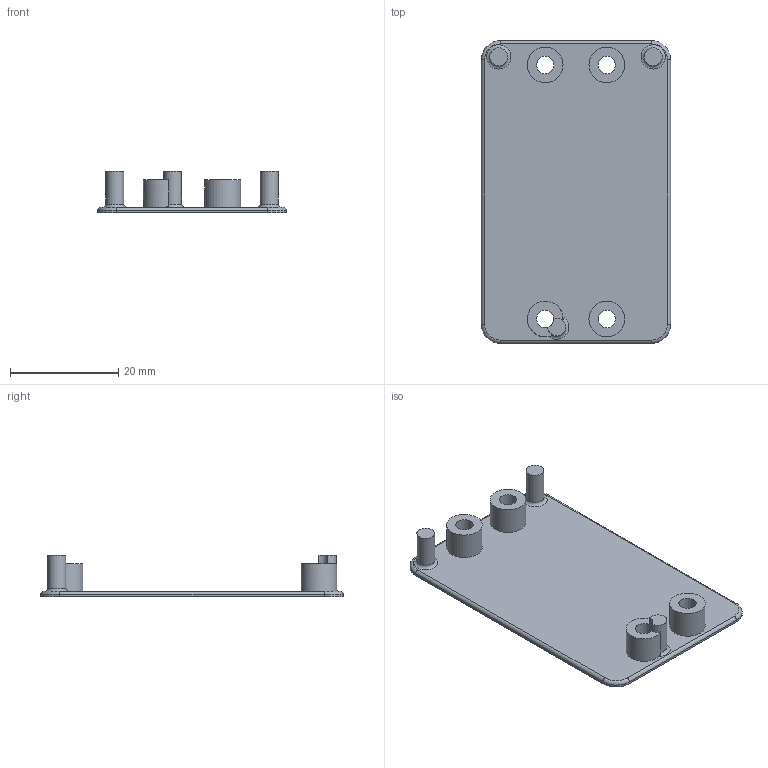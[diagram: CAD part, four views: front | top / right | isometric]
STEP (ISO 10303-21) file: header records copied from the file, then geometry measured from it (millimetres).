
FILE_DESCRIPTION(('Open CASCADE Model'),'2;1');
FILE_NAME('Open CASCADE Shape Model','2025-07-22T19:57:07',('Author'),( 'Open CASCADE'),'Open CASCADE STEP processor 7.7','Open CASCADE 7.7' ,'Unknown');
FILE_SCHEMA(('AUTOMOTIVE_DESIGN { 1 0 10303 214 1 1 1 1 }'));
Length unit declared in the file: millimetre
Products named in the file (1): Open CASCADE STEP translator 7.7 7
Bounding box: 35 x 56 x 7.7 mm (x, y, z)
Volume: 2579.3 mm3; surface area: 4789 mm2
Topology: 1 solids, 1 shells, 39 faces, 87 edges, 55 vertices
Faces by surface type: cylinder 19, plane 13, torus 7
Full cylindrical faces by diameter (mm): 3.2 x4, 3.3 x2, 6.6 x3
Entity records: 2403 total; most frequent: CARTESIAN_POINT 624, DIRECTION 338, ORIENTED_EDGE 174, PCURVE 174, DEFINITIONAL_REPRESENTATION 174, LINE 136, VECTOR 136, AXIS2_PLACEMENT_3D 91
